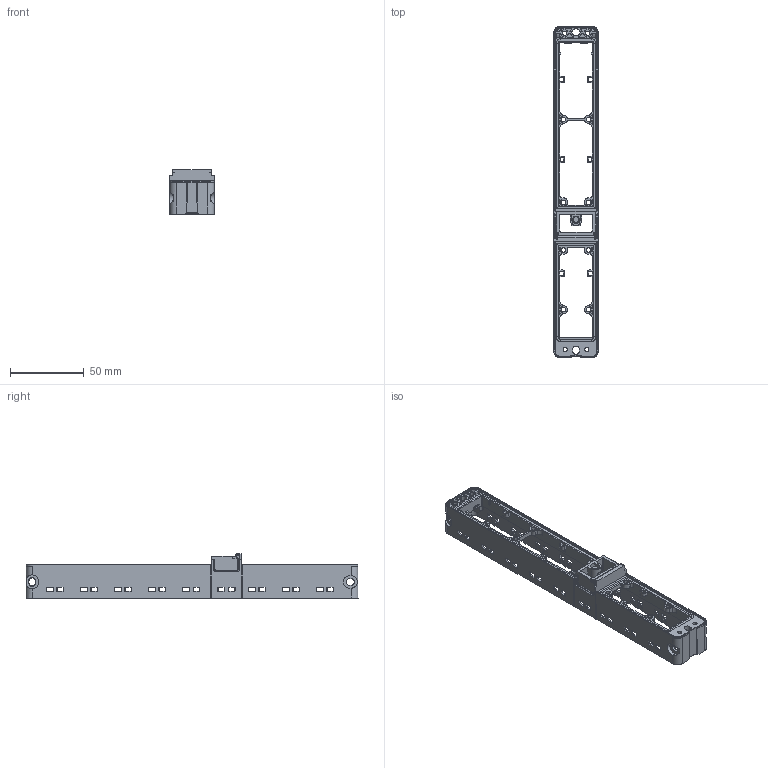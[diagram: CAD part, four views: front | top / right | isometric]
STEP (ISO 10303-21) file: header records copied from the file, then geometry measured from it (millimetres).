
FILE_DESCRIPTION(('CATIA V5 STEP Exchange','CAx-IF Rec.Pracs.--- Model Styling and Organization---1.4--- 2014-01-23'),'2;1');
FILE_NAME ('009775-1_0_1246720000_1246720000.stp','2021-05-17T05:49:45+00:00',('none'),('Weidmueller'),'CATIA Version 5-6 Release 2016 SP3 HF44','CATIA V5 STEP AP214','none');
FILE_SCHEMA(('AUTOMOTIVE_DESIGN { 1 0 10303 214 1 1 1 1 }'));
Products named in the file (1): 1246720000
Bounding box: 30 x 224.38 x 30 mm (x, y, z)
Volume: 28700.2 mm3; surface area: 41949.3 mm2
Topology: 2 solids, 2 shells, 2160 faces, 5876 edges, 3706 vertices
Faces by surface type: plane 1038, cylinder 585, cone 283, torus 198, bspline 49, sphere 7
Entity records: 66819 total; most frequent: CARTESIAN_POINT 16385, ORIENTED_EDGE 11738, DIRECTION 8152, EDGE_CURVE 5869, VERTEX_POINT 3706, VECTOR 3521, LINE 3521, AXIS2_PLACEMENT_3D 3105
